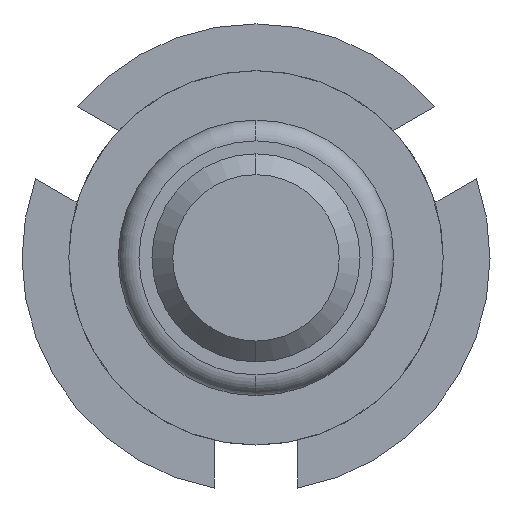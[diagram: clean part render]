
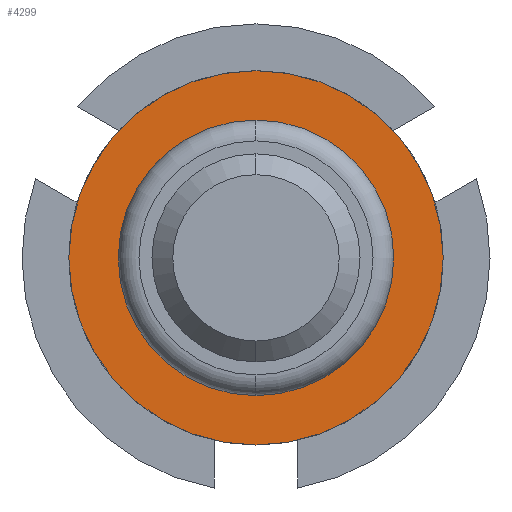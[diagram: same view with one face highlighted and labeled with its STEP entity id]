
A CAD part, front view. The second image highlights one B-rep face of the part: STEP entity #4299.
In plain terms, the highlighted planar face has unit normal (0, -1, 0).
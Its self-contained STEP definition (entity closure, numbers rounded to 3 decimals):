
#121 = ORIENTED_EDGE ( 'NONE', *, *, #1026, .T. ) ;
#693 = DIRECTION ( 'NONE',  ( 0., 0., 1. ) ) ;
#775 = CIRCLE ( 'NONE', #4406, 1.8 ) ;
#952 = ORIENTED_EDGE ( 'NONE', *, *, #3996, .T. ) ;
#1026 = EDGE_CURVE ( 'Defeature ausgef�hrt4_13+Defeature ausgef�hrt4_14+Defeature ausgef�hrt4_14+Defeature ausgef�hrt4_14', #2678, #2737, #2166, .T. ) ;
#1034 = AXIS2_PLACEMENT_3D ( 'NONE', #3561, #1252, #1945 ) ;
#1091 = EDGE_LOOP ( 'NONE', ( #1755, #3134 ) ) ;
#1155 = DIRECTION ( 'NONE',  ( 0., 1., 0. ) ) ;
#1252 = DIRECTION ( 'NONE',  ( 0., 1., 0. ) ) ;
#1396 = EDGE_CURVE ( 'Defeature ausgef�hrt4_12+Defeature ausgef�hrt4_13+Defeature ausgef�hrt4_13+Defeature ausgef�hrt4_13', #3269, #3128, #775, .T. ) ;
#1649 = AXIS2_PLACEMENT_3D ( 'NONE', #3227, #1155, #3513 ) ;
#1653 = CARTESIAN_POINT ( 'NONE',  ( 0., -1.8, 0. ) ) ;
#1722 = DIRECTION ( 'NONE',  ( 0., 1., 0. ) ) ;
#1724 = CARTESIAN_POINT ( 'NONE',  ( 0., -1.8, 1.8 ) ) ;
#1729 = CARTESIAN_POINT ( 'NONE',  ( 0., -1.8, 0. ) ) ;
#1755 = ORIENTED_EDGE ( 'NONE', *, *, #1396, .F. ) ;
#1945 = DIRECTION ( 'NONE',  ( 0., 0., 1. ) ) ;
#2041 = EDGE_LOOP ( 'NONE', ( #952, #121 ) ) ;
#2060 = CARTESIAN_POINT ( 'NONE',  ( 1.8, -1.8, 0. ) ) ;
#2166 = CIRCLE ( 'NONE', #1034, 1.325 ) ;
#2237 = CIRCLE ( 'NONE', #4435, 1.8 ) ;
#2261 = CARTESIAN_POINT ( 'NONE',  ( 0., -1.8, -1.8 ) ) ;
#2339 = CARTESIAN_POINT ( 'NONE',  ( 0., -1.8, 1.325 ) ) ;
#2395 = DIRECTION ( 'NONE',  ( 0., 1., 0. ) ) ;
#2441 = DIRECTION ( 'NONE',  ( 0., 1., 0. ) ) ;
#2663 = CIRCLE ( 'NONE', #1649, 1.325 ) ;
#2678 = VERTEX_POINT ( 'NONE', #2979 ) ;
#2716 = DIRECTION ( 'NONE',  ( 0., 0., 1. ) ) ;
#2737 = VERTEX_POINT ( 'NONE', #2339 ) ;
#2797 = DIRECTION ( 'NONE',  ( 0., 0., 1. ) ) ;
#2979 = CARTESIAN_POINT ( 'NONE',  ( 0., -1.8, -1.325 ) ) ;
#3128 = VERTEX_POINT ( 'NONE', #2261 ) ;
#3134 = ORIENTED_EDGE ( 'NONE', *, *, #3907, .F. ) ;
#3227 = CARTESIAN_POINT ( 'NONE',  ( 0., -1.8, 0. ) ) ;
#3269 = VERTEX_POINT ( 'NONE', #1724 ) ;
#3513 = DIRECTION ( 'NONE',  ( 0., 0., 1. ) ) ;
#3561 = CARTESIAN_POINT ( 'NONE',  ( 0., -1.8, 0. ) ) ;
#3743 = FACE_OUTER_BOUND ( 'NONE', #1091, .T. ) ;
#3748 = AXIS2_PLACEMENT_3D ( 'NONE', #2060, #1722, #693 ) ;
#3907 = EDGE_CURVE ( 'Defeature ausgef�hrt4_12+Defeature ausgef�hrt4_13+Defeature ausgef�hrt4_13+Defeature ausgef�hrt4_13', #3128, #3269, #2237, .T. ) ;
#3996 = EDGE_CURVE ( 'Defeature ausgef�hrt4_13+Defeature ausgef�hrt4_14+Defeature ausgef�hrt4_14+Defeature ausgef�hrt4_14', #2737, #2678, #2663, .T. ) ;
#4009 = FACE_BOUND ( 'NONE', #2041, .T. ) ;
#4084 = PLANE ( 'NONE',  #3748 ) ;
#4299 = ADVANCED_FACE ( 'Defeature ausgef�hrt4_13', ( #3743, #4009 ), #4084, .F. ) ;
#4406 = AXIS2_PLACEMENT_3D ( 'NONE', #1653, #2395, #2716 ) ;
#4435 = AXIS2_PLACEMENT_3D ( 'NONE', #1729, #2441, #2797 ) ;
